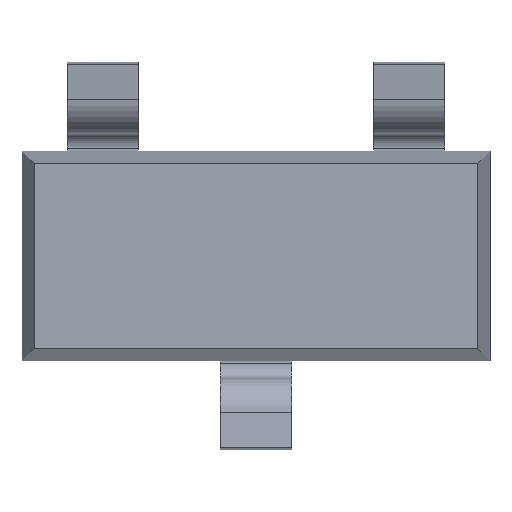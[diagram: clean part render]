
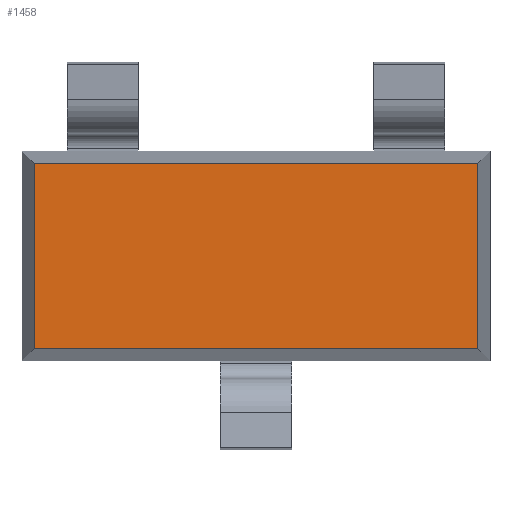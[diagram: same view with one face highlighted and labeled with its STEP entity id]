
A CAD part, front view. The second image highlights one B-rep face of the part: STEP entity #1458.
In plain terms, the highlighted planar face has unit normal (0, -1, 0).
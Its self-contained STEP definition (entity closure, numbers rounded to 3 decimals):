
#2 = ORIENTED_EDGE ( 'NONE', *, *, #1260, .F. ) ;
#17 = VECTOR ( 'NONE', #490, 1000. ) ;
#29 = LINE ( 'NONE', #975, #710 ) ;
#31 = CARTESIAN_POINT ( 'NONE',  ( 1.45, -0.505, 0.573 ) ) ;
#74 = FACE_OUTER_BOUND ( 'NONE', #1145, .T. ) ;
#96 = DIRECTION ( 'NONE',  ( 0., 1., 0. ) ) ;
#133 = VERTEX_POINT ( 'NONE', #307 ) ;
#154 = EDGE_CURVE ( 'NONE', #1664, #657, #29, .T. ) ;
#220 = CARTESIAN_POINT ( 'NONE',  ( -1.373, -0.505, 0.573 ) ) ;
#221 = CARTESIAN_POINT ( 'NONE',  ( -1.45, -0.505, -0.573 ) ) ;
#241 = CARTESIAN_POINT ( 'NONE',  ( -1.373, -0.505, -0.573 ) ) ;
#307 = CARTESIAN_POINT ( 'NONE',  ( 1.373, -0.505, -0.573 ) ) ;
#362 = DIRECTION ( 'NONE',  ( 0., 0., 1. ) ) ;
#490 = DIRECTION ( 'NONE',  ( -1., 0., 0. ) ) ;
#546 = ORIENTED_EDGE ( 'NONE', *, *, #1516, .F. ) ;
#619 = EDGE_CURVE ( 'NONE', #699, #133, #1449, .T. ) ;
#620 = ORIENTED_EDGE ( 'NONE', *, *, #619, .F. ) ;
#657 = VERTEX_POINT ( 'NONE', #220 ) ;
#699 = VERTEX_POINT ( 'NONE', #1044 ) ;
#710 = VECTOR ( 'NONE', #1241, 1000. ) ;
#757 = CARTESIAN_POINT ( 'NONE',  ( 0., -0.505, 0. ) ) ;
#852 = DIRECTION ( 'NONE',  ( 0., 0., -1. ) ) ;
#975 = CARTESIAN_POINT ( 'NONE',  ( -1.373, -0.505, 0.65 ) ) ;
#1044 = CARTESIAN_POINT ( 'NONE',  ( 1.373, -0.505, 0.573 ) ) ;
#1106 = LINE ( 'NONE', #221, #17 ) ;
#1145 = EDGE_LOOP ( 'NONE', ( #620, #2, #1448, #546 ) ) ;
#1241 = DIRECTION ( 'NONE',  ( 0., 0., 1. ) ) ;
#1260 = EDGE_CURVE ( 'NONE', #657, #699, #1298, .T. ) ;
#1268 = CARTESIAN_POINT ( 'NONE',  ( 1.373, -0.505, -0.65 ) ) ;
#1298 = LINE ( 'NONE', #31, #1482 ) ;
#1420 = PLANE ( 'NONE',  #1678 ) ;
#1448 = ORIENTED_EDGE ( 'NONE', *, *, #154, .F. ) ;
#1449 = LINE ( 'NONE', #1268, #1686 ) ;
#1458 = ADVANCED_FACE ( 'NONE', ( #74 ), #1420, .F. ) ;
#1482 = VECTOR ( 'NONE', #1609, 1000. ) ;
#1516 = EDGE_CURVE ( 'NONE', #133, #1664, #1106, .T. ) ;
#1609 = DIRECTION ( 'NONE',  ( 1., 0., 0. ) ) ;
#1664 = VERTEX_POINT ( 'NONE', #241 ) ;
#1678 = AXIS2_PLACEMENT_3D ( 'NONE', #757, #96, #362 ) ;
#1686 = VECTOR ( 'NONE', #852, 1000. ) ;
